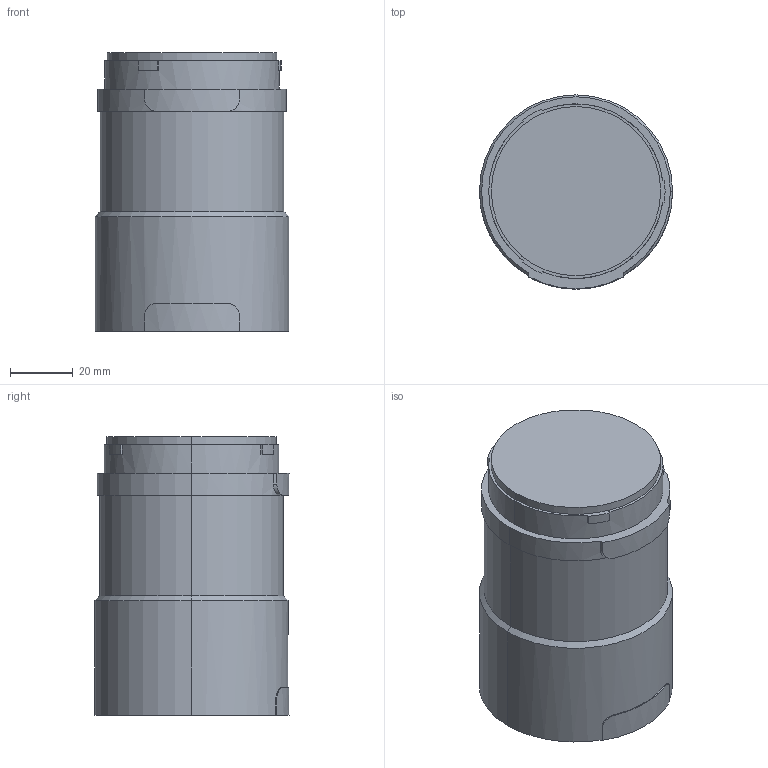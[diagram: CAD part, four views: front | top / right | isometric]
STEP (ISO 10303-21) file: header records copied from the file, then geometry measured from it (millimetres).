
FILE_DESCRIPTION(('starvars output'),'2;1');
FILE_NAME('XVUC21B_3D.stp','09:09:33 2020/04/08',( 'Thomas Industrial Network Germany GmbH'),( 'Thomas Industrial Network Germany GmbH'),'unknown preprocess','ACIS' ,'unknown authorization');
FILE_SCHEMA(('AUTOMOTIVE_DESIGN_CC2 {UNKNOWN IMPLEMENTATION LEVEL}'));
Length unit declared in the file: millimetre
Products named in the file (1): PRODUCT_ID_1
Bounding box: 61.4 x 61.71 x 88.58 mm (x, y, z)
Volume: 187865.3 mm3; surface area: 26846.5 mm2
Topology: 1 solids, 1 shells, 51 faces, 125 edges, 82 vertices
Faces by surface type: cylinder 27, plane 22, cone 2
Entity records: 1873 total; most frequent: CARTESIAN_POINT 291, ORIENTED_EDGE 250, DIRECTION 195, EDGE_CURVE 125, VERTEX_POINT 82, AXIS2_PLACEMENT_3D 66, VECTOR 63, LINE 63
